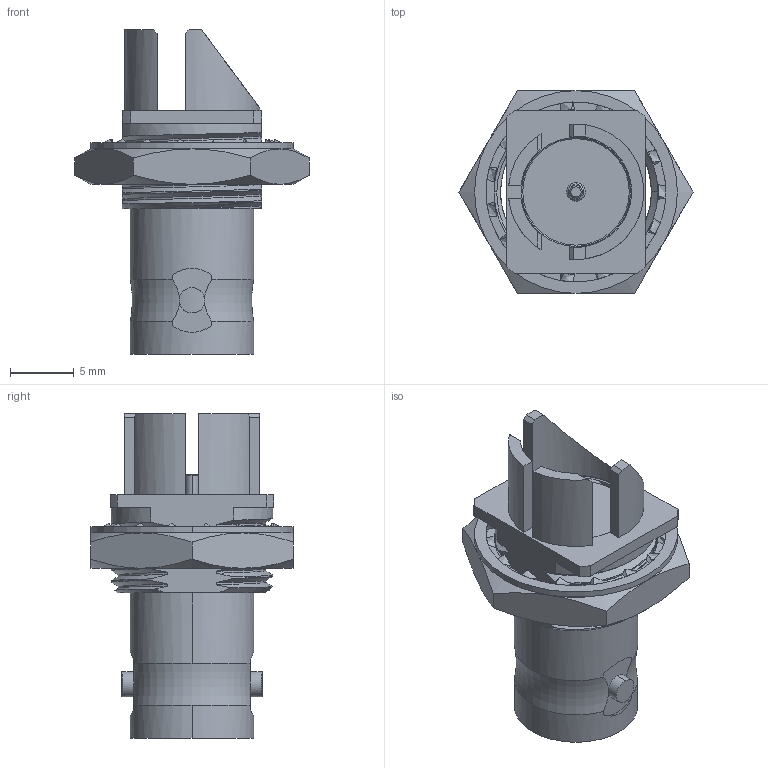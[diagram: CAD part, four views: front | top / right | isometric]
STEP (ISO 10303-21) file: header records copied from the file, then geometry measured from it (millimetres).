
FILE_DESCRIPTION((''),'2;1');
FILE_NAME('31-70526-XX_SW0001','2016-07-21T',('Viji'),(''),'PRO/ENGINEER BY PARAMETRIC TECHNOLOGY CORPORATION, 2014440','PRO/ENGINEER BY PARAMETRIC TECHNOLOGY CORPORATION, 2014440','');
FILE_SCHEMA(('CONFIG_CONTROL_DESIGN'));
Length unit declared in the file: millimetre
Products named in the file (1): 31-70526-XX_SW0001
Bounding box: 18.33 x 15.88 x 25.45 mm (x, y, z)
Surface area: 2212.4 mm2 (no closed solid volume)
Topology: 0 solids, 8 shells, 245 faces, 758 edges, 513 vertices
Faces by surface type: bspline 86, cylinder 65, plane 53, cone 39, torus 2
Entity records: 23482 total; most frequent: CARTESIAN_POINT 17401, ORIENTED_EDGE 1287, DIRECTION 1027, EDGE_CURVE 756, VERTEX_POINT 513, VECTOR 345, LINE 345, AXIS2_PLACEMENT_3D 341
